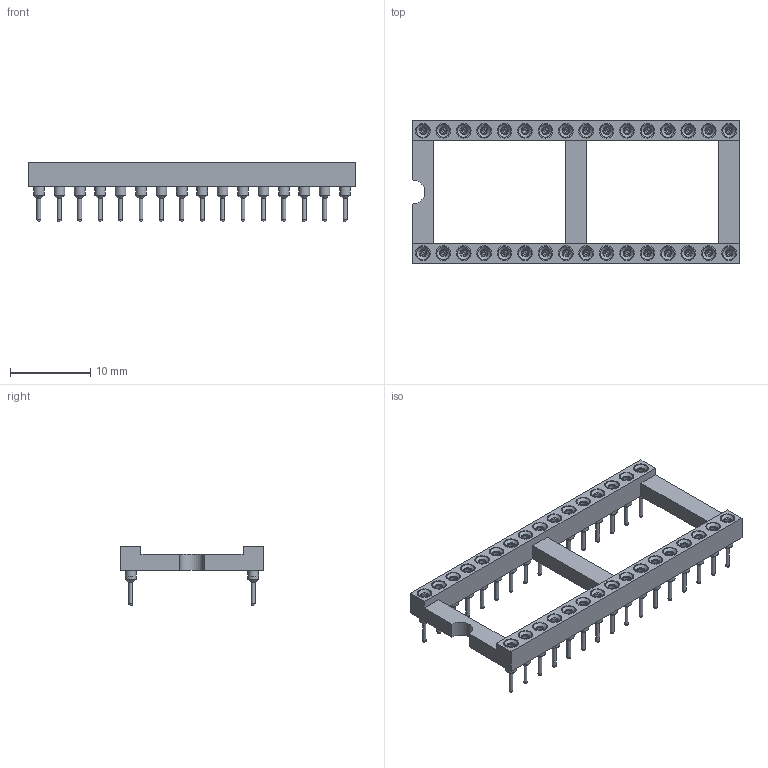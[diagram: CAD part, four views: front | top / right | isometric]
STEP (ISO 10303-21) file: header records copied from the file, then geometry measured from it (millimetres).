
FILE_DESCRIPTION(('STEP AP214'), '1');
FILE_NAME('SCxM', '', ('UNSPECIFIED'), ('UNSPECIFIED'), 'ASCON STEP Converter 1.6', 'ASCON Math Kernel', '');
FILE_SCHEMA(('AUTOMOTIVE_DESIGN { 1 0 10303 214 3 1 1}'));
Length unit declared in the file: millimetre
Products named in the file (1): SCLM
Bounding box: 40.64 x 17.78 x 7.4 mm (x, y, z)
Volume: 789 mm3; surface area: 3182.3 mm2
Topology: 65 solids, 65 shells, 1298 faces, 2870 edges, 1668 vertices
Faces by surface type: plane 625, cone 384, cylinder 257, sphere 32
Full cylindrical faces by diameter (mm): 0.48 x32, 0.8 x32, 1 x64, 1.32 x64, 1.83 x64
Entity records: 48344 total; most frequent: CARTESIAN_POINT 10925, DIRECTION 5790, ORIENTED_EDGE 4780, AXIS2_PLACEMENT_3D 2613, EDGE_CURVE 2390, EDGE_LOOP 1812, VERTEX_POINT 1604, COLOUR_RGB 1363
